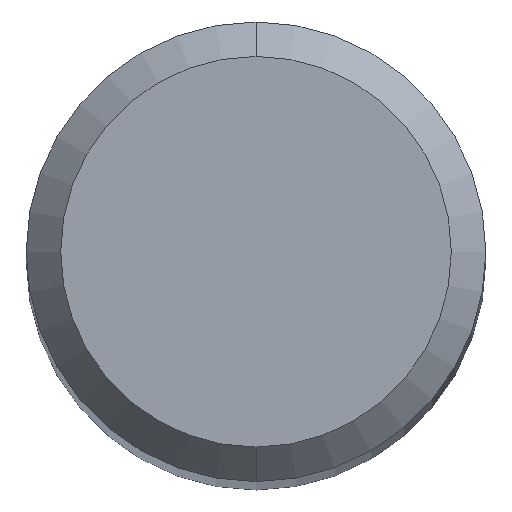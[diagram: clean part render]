
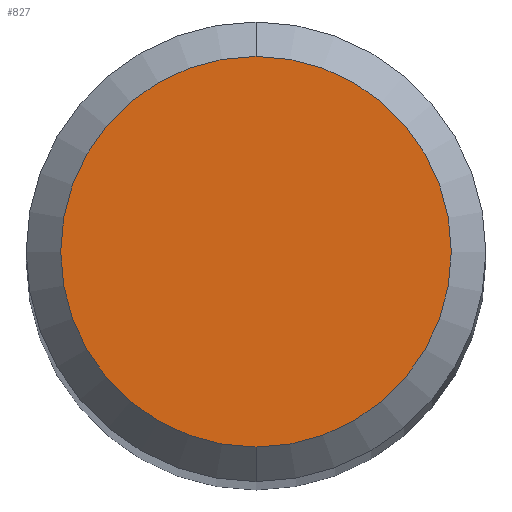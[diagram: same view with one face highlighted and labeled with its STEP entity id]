
A CAD part, top view. The second image highlights one B-rep face of the part: STEP entity #827.
In plain terms, the highlighted planar face has unit normal (0, 0, 1).
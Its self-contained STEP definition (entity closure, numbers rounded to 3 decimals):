
#391=VERTEX_POINT('',#1076);
#407=EDGE_CURVE('',#705,#391,#1094,.T.);
#705=VERTEX_POINT('',#1419);
#827=ADVANCED_FACE('',(#1551),#1552,.T.);
#895=EDGE_CURVE('',#391,#705,#1627,.T.);
#1076=CARTESIAN_POINT('',(0.,-1.7,0.0));
#1094=CIRCLE('',#1966,1.7);
#1419=CARTESIAN_POINT('',(0.0,1.7,0.0));
#1551=FACE_OUTER_BOUND('',#3597,.T.);
#1552=PLANE('',#3598);
#1627=CIRCLE('',#3931,1.7);
#1966=AXIS2_PLACEMENT_3D('',#4502,#4503,#4504);
#3597=EDGE_LOOP('',(#4981,#4982));
#3598=AXIS2_PLACEMENT_3D('',#4983,#4984,#4985);
#3931=AXIS2_PLACEMENT_3D('',#5064,#5065,#5066);
#4502=CARTESIAN_POINT('',(0.0,0.0,0.0));
#4503=DIRECTION('',(0.0,0.0,-1.0));
#4504=DIRECTION('',(0.0,1.0,0.0));
#4981=ORIENTED_EDGE('',*,*,#407,.F.);
#4982=ORIENTED_EDGE('',*,*,#895,.F.);
#4983=CARTESIAN_POINT('',(0.0,0.85,0.0));
#4984=DIRECTION('',(-0.0,0.0,1.0));
#4985=DIRECTION('',(0.0,-1.0,0.0));
#5064=CARTESIAN_POINT('',(0.0,0.0,0.0));
#5065=DIRECTION('',(0.0,0.0,-1.0));
#5066=DIRECTION('',(0.0,1.0,0.0));
